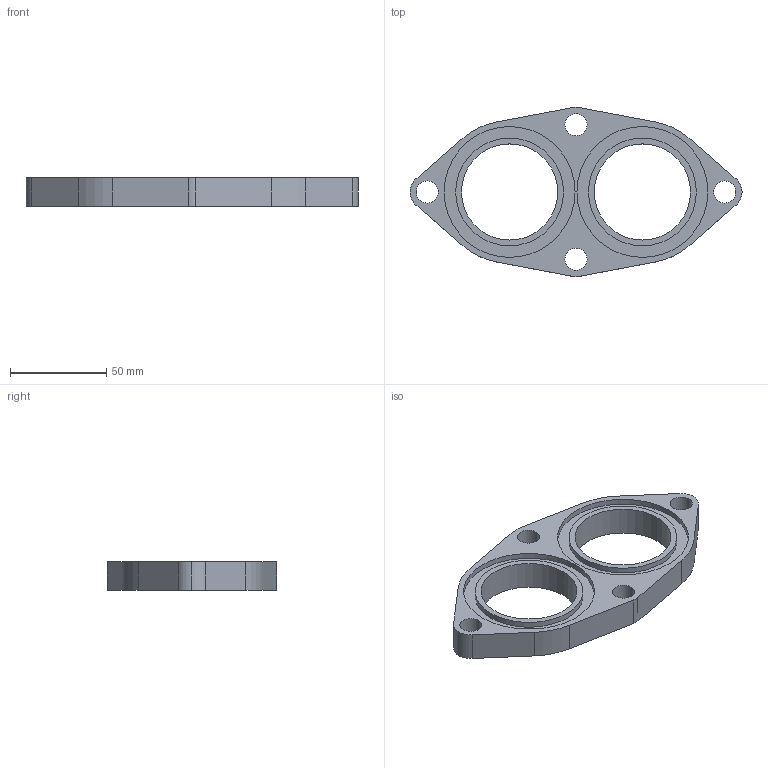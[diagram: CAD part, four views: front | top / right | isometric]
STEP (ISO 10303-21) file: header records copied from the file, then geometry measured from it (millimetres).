
FILE_DESCRIPTION(('CATIA V5 STEP Exchange'),'2;1');
FILE_NAME('Bride 2in1 2G16.stp','2022-04-07T09:34:36+00:00',('none'),('none'),'CATIA Version 5 Release 21 GA (IN-10)','CATIA V5 STEP AP203','none');
FILE_SCHEMA(('CONFIG_CONTROL_DESIGN'));
Length unit declared in the file: millimetre
Products named in the file (1): Part1
Bounding box: 172.5 x 87.97 x 15 mm (x, y, z)
Volume: 88601.2 mm3; surface area: 28062.3 mm2
Topology: 1 solids, 1 shells, 44 faces, 114 edges, 76 vertices
Faces by surface type: cylinder 30, plane 14
Entity records: 1309 total; most frequent: ORIENTED_EDGE 228, CARTESIAN_POINT 220, DIRECTION 172, EDGE_CURVE 114, AXIS2_PLACEMENT_3D 90, VERTEX_POINT 76, CIRCLE 60, EDGE_LOOP 60
